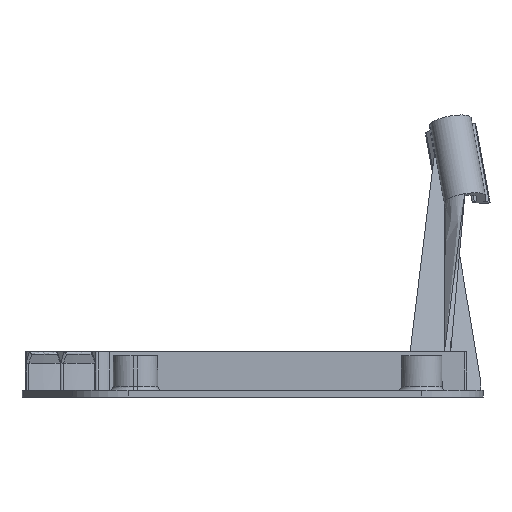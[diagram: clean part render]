
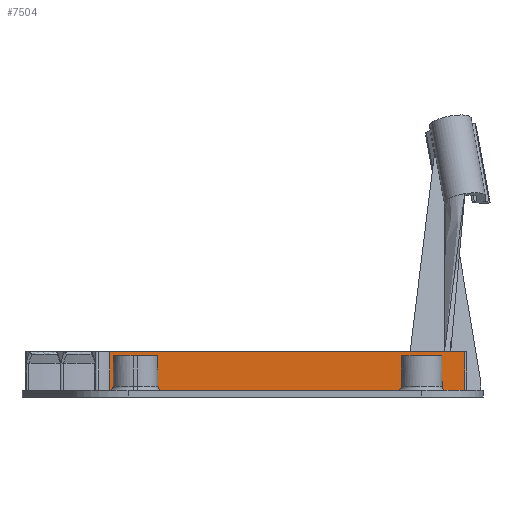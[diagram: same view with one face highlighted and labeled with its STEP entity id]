
A CAD part, front view. The second image highlights one B-rep face of the part: STEP entity #7504.
In plain terms, the highlighted planar face has unit normal (0, -1, 0).
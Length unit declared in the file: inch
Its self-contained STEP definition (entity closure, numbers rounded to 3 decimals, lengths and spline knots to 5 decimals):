
#234=CARTESIAN_POINT('Vertex',(0.09141,0.7874,0.33465)) ;
#237=CARTESIAN_POINT('Line Origine',(0.07173,0.7874,0.33465)) ;
#241=CARTESIAN_POINT('Vertex',(0.05204,0.7874,0.33465)) ;
#286=CARTESIAN_POINT('Line Origine',(0.05204,0.7874,0.16732)) ;
#290=CARTESIAN_POINT('Vertex',(0.05204,0.7874,0.03937)) ;
#896=CARTESIAN_POINT('Vertex',(2.82763,0.7874,0.03937)) ;
#923=CARTESIAN_POINT('Vertex',(2.95821,0.7874,0.)) ;
#927=CARTESIAN_POINT('Control Point',(2.82763,0.7874,0.03937)) ;
#928=CARTESIAN_POINT('Control Point',(2.8309,0.7874,0.03791)) ;
#929=CARTESIAN_POINT('Control Point',(2.83417,0.7874,0.03644)) ;
#930=CARTESIAN_POINT('Control Point',(2.83492,0.7874,0.03611)) ;
#931=CARTESIAN_POINT('Control Point',(2.84892,0.7874,0.02988)) ;
#932=CARTESIAN_POINT('Control Point',(2.86303,0.7874,0.02377)) ;
#933=CARTESIAN_POINT('Control Point',(2.87398,0.7874,0.01927)) ;
#934=CARTESIAN_POINT('Control Point',(2.89651,0.7874,0.01078)) ;
#935=CARTESIAN_POINT('Control Point',(2.92026,0.7874,0.00422)) ;
#936=CARTESIAN_POINT('Control Point',(2.93255,0.7874,0.00162)) ;
#937=CARTESIAN_POINT('Control Point',(2.9453,0.7874,0.)) ;
#938=CARTESIAN_POINT('Control Point',(2.95821,0.7874,0.)) ;
#949=CARTESIAN_POINT('Control Point',(2.82763,0.7874,0.03937)) ;
#950=CARTESIAN_POINT('Control Point',(2.82436,0.7874,0.03791)) ;
#951=CARTESIAN_POINT('Control Point',(2.8211,0.7874,0.03644)) ;
#952=CARTESIAN_POINT('Control Point',(2.82034,0.7874,0.03611)) ;
#953=CARTESIAN_POINT('Control Point',(2.80635,0.7874,0.02988)) ;
#954=CARTESIAN_POINT('Control Point',(2.79224,0.7874,0.02377)) ;
#955=CARTESIAN_POINT('Control Point',(2.78128,0.7874,0.01927)) ;
#956=CARTESIAN_POINT('Control Point',(2.75875,0.7874,0.01078)) ;
#957=CARTESIAN_POINT('Control Point',(2.73501,0.7874,0.00422)) ;
#958=CARTESIAN_POINT('Control Point',(2.72271,0.7874,0.00162)) ;
#959=CARTESIAN_POINT('Control Point',(2.70997,0.7874,0.)) ;
#960=CARTESIAN_POINT('Control Point',(2.69706,0.7874,0.)) ;
#961=CARTESIAN_POINT('Vertex',(2.69706,0.7874,0.)) ;
#4552=CARTESIAN_POINT('Control Point',(0.05204,0.7874,0.03937)) ;
#4553=CARTESIAN_POINT('Control Point',(0.04877,0.7874,0.03791)) ;
#4554=CARTESIAN_POINT('Control Point',(0.04551,0.7874,0.03644)) ;
#4555=CARTESIAN_POINT('Control Point',(0.04475,0.7874,0.03611)) ;
#4556=CARTESIAN_POINT('Control Point',(0.03075,0.7874,0.02988)) ;
#4557=CARTESIAN_POINT('Control Point',(0.01665,0.7874,0.02377)) ;
#4558=CARTESIAN_POINT('Control Point',(0.00569,0.7874,0.01927)) ;
#4559=CARTESIAN_POINT('Control Point',(-0.01684,0.7874,0.01078)) ;
#4560=CARTESIAN_POINT('Control Point',(-0.04058,0.7874,0.00422)) ;
#4561=CARTESIAN_POINT('Control Point',(-0.05288,0.7874,0.00162)) ;
#4562=CARTESIAN_POINT('Control Point',(-0.06562,0.7874,0.)) ;
#4563=CARTESIAN_POINT('Control Point',(-0.07853,0.7874,0.)) ;
#4564=CARTESIAN_POINT('Vertex',(-0.07853,0.7874,0.)) ;
#4691=CARTESIAN_POINT('Control Point',(0.09141,0.7874,0.03937)) ;
#4692=CARTESIAN_POINT('Control Point',(0.09468,0.7874,0.03791)) ;
#4693=CARTESIAN_POINT('Control Point',(0.09795,0.7874,0.03644)) ;
#4694=CARTESIAN_POINT('Control Point',(0.0987,0.7874,0.03611)) ;
#4695=CARTESIAN_POINT('Control Point',(0.1127,0.7874,0.02988)) ;
#4696=CARTESIAN_POINT('Control Point',(0.12681,0.7874,0.02377)) ;
#4697=CARTESIAN_POINT('Control Point',(0.13776,0.7874,0.01927)) ;
#4698=CARTESIAN_POINT('Control Point',(0.16029,0.7874,0.01078)) ;
#4699=CARTESIAN_POINT('Control Point',(0.18404,0.7874,0.00422)) ;
#4700=CARTESIAN_POINT('Control Point',(0.19633,0.7874,0.00162)) ;
#4701=CARTESIAN_POINT('Control Point',(0.20908,0.7874,0.)) ;
#4702=CARTESIAN_POINT('Control Point',(0.22199,0.7874,0.)) ;
#4703=CARTESIAN_POINT('Vertex',(0.09141,0.7874,0.03937)) ;
#4705=CARTESIAN_POINT('Vertex',(0.22199,0.7874,0.)) ;
#4726=CARTESIAN_POINT('Line Origine',(0.09141,0.7874,0.16732)) ;
#4946=CARTESIAN_POINT('Vertex',(3.24102,0.7874,0.)) ;
#4949=CARTESIAN_POINT('Line Origine',(3.09961,0.7874,0.)) ;
#4954=CARTESIAN_POINT('Line Origine',(1.45952,0.7874,0.)) ;
#4959=CARTESIAN_POINT('Line Origine',(-0.12643,0.7874,0.)) ;
#4963=CARTESIAN_POINT('Vertex',(-0.17434,0.7874,0.)) ;
#6951=CARTESIAN_POINT('Vertex',(3.24102,0.7874,0.37472)) ;
#7024=CARTESIAN_POINT('Vertex',(-0.17434,0.7874,0.37472)) ;
#7027=CARTESIAN_POINT('Line Origine',(1.53334,0.7874,0.37472)) ;
#7467=CARTESIAN_POINT('Line Origine',(-0.17434,0.7874,0.18736)) ;
#7479=CARTESIAN_POINT('Axis2P3D Location',(3.2607,0.7874,0.)) ;
#7484=CARTESIAN_POINT('Line Origine',(3.24102,0.7874,0.18736)) ;
#238=DIRECTION('Vector Direction',(1.,0.,0.)) ;
#287=DIRECTION('Vector Direction',(0.,0.,1.)) ;
#4727=DIRECTION('Vector Direction',(0.,0.,1.)) ;
#4950=DIRECTION('Vector Direction',(-1.,0.,0.)) ;
#4955=DIRECTION('Vector Direction',(-1.,0.,0.)) ;
#4960=DIRECTION('Vector Direction',(-1.,0.,0.)) ;
#7028=DIRECTION('Vector Direction',(-1.,0.,0.)) ;
#7468=DIRECTION('Vector Direction',(0.,0.,1.)) ;
#7480=DIRECTION('Axis2P3D Direction',(0.,-1.,0.)) ;
#7481=DIRECTION('Axis2P3D XDirection',(0.,0.,1.)) ;
#7485=DIRECTION('Vector Direction',(0.,0.,1.)) ;
#7482=AXIS2_PLACEMENT_3D('Plane Axis2P3D',#7479,#7480,#7481) ;
#7490=ORIENTED_EDGE('',*,*,#4958,.F.) ;
#7491=ORIENTED_EDGE('',*,*,#963,.F.) ;
#7492=ORIENTED_EDGE('',*,*,#939,.T.) ;
#7493=ORIENTED_EDGE('',*,*,#4953,.F.) ;
#7494=ORIENTED_EDGE('',*,*,#7488,.F.) ;
#7495=ORIENTED_EDGE('',*,*,#7031,.T.) ;
#7496=ORIENTED_EDGE('',*,*,#7471,.T.) ;
#7497=ORIENTED_EDGE('',*,*,#4965,.F.) ;
#7498=ORIENTED_EDGE('',*,*,#4566,.F.) ;
#7499=ORIENTED_EDGE('',*,*,#292,.T.) ;
#7500=ORIENTED_EDGE('',*,*,#243,.F.) ;
#7501=ORIENTED_EDGE('',*,*,#4730,.F.) ;
#7502=ORIENTED_EDGE('',*,*,#4707,.T.) ;
#239=VECTOR('Line Direction',#238,0.03937) ;
#288=VECTOR('Line Direction',#287,0.03937) ;
#4728=VECTOR('Line Direction',#4727,0.03937) ;
#4951=VECTOR('Line Direction',#4950,0.03937) ;
#4956=VECTOR('Line Direction',#4955,0.03937) ;
#4961=VECTOR('Line Direction',#4960,0.03937) ;
#7029=VECTOR('Line Direction',#7028,0.03937) ;
#7469=VECTOR('Line Direction',#7468,0.03937) ;
#7486=VECTOR('Line Direction',#7485,0.03937) ;
#7504=ADVANCED_FACE('PartBody',(#7503),#7483,.T.) ;
#926=B_SPLINE_CURVE_WITH_KNOTS('',5,(#927,#928,#929,#930,#931,#932,#933,#934,#935,#936,#937,#938),.UNSPECIFIED.,.F.,.U.,(6,3,3,6),(0.,0.69966,2.99176,5.31092),.UNSPECIFIED.) ;
#948=B_SPLINE_CURVE_WITH_KNOTS('',5,(#949,#950,#951,#952,#953,#954,#955,#956,#957,#958,#959,#960),.UNSPECIFIED.,.F.,.U.,(6,3,3,6),(0.,0.69966,2.99176,5.31092),.UNSPECIFIED.) ;
#4551=B_SPLINE_CURVE_WITH_KNOTS('',5,(#4552,#4553,#4554,#4555,#4556,#4557,#4558,#4559,#4560,#4561,#4562,#4563),.UNSPECIFIED.,.F.,.U.,(6,3,3,6),(0.,0.69966,2.99175,5.31092),.UNSPECIFIED.) ;
#4690=B_SPLINE_CURVE_WITH_KNOTS('',5,(#4691,#4692,#4693,#4694,#4695,#4696,#4697,#4698,#4699,#4700,#4701,#4702),.UNSPECIFIED.,.F.,.U.,(6,3,3,6),(0.,0.69966,2.99176,5.31093),.UNSPECIFIED.) ;
#243=EDGE_CURVE('',#235,#242,#240,.F.) ;
#292=EDGE_CURVE('',#291,#242,#289,.T.) ;
#939=EDGE_CURVE('',#897,#924,#926,.T.) ;
#963=EDGE_CURVE('',#897,#962,#948,.T.) ;
#4566=EDGE_CURVE('',#291,#4565,#4551,.T.) ;
#4707=EDGE_CURVE('',#4704,#4706,#4690,.T.) ;
#4730=EDGE_CURVE('',#4704,#235,#4729,.T.) ;
#4953=EDGE_CURVE('',#4947,#924,#4952,.T.) ;
#4958=EDGE_CURVE('',#962,#4706,#4957,.T.) ;
#4965=EDGE_CURVE('',#4565,#4964,#4962,.T.) ;
#7031=EDGE_CURVE('',#6952,#7025,#7030,.T.) ;
#7471=EDGE_CURVE('',#7025,#4964,#7470,.F.) ;
#7488=EDGE_CURVE('',#6952,#4947,#7487,.F.) ;
#7489=EDGE_LOOP('',(#7490,#7491,#7492,#7493,#7494,#7495,#7496,#7497,#7498,#7499,#7500,#7501,#7502)) ;
#7503=FACE_OUTER_BOUND('',#7489,.T.) ;
#240=LINE('Line',#237,#239) ;
#289=LINE('Line',#286,#288) ;
#4729=LINE('Line',#4726,#4728) ;
#4952=LINE('Line',#4949,#4951) ;
#4957=LINE('Line',#4954,#4956) ;
#4962=LINE('Line',#4959,#4961) ;
#7030=LINE('Line',#7027,#7029) ;
#7470=LINE('Line',#7467,#7469) ;
#7487=LINE('Line',#7484,#7486) ;
#7483=PLANE('',#7482) ;
#235=VERTEX_POINT('',#234) ;
#242=VERTEX_POINT('',#241) ;
#291=VERTEX_POINT('',#290) ;
#897=VERTEX_POINT('',#896) ;
#924=VERTEX_POINT('',#923) ;
#962=VERTEX_POINT('',#961) ;
#4565=VERTEX_POINT('',#4564) ;
#4704=VERTEX_POINT('',#4703) ;
#4706=VERTEX_POINT('',#4705) ;
#4947=VERTEX_POINT('',#4946) ;
#4964=VERTEX_POINT('',#4963) ;
#6952=VERTEX_POINT('',#6951) ;
#7025=VERTEX_POINT('',#7024) ;
